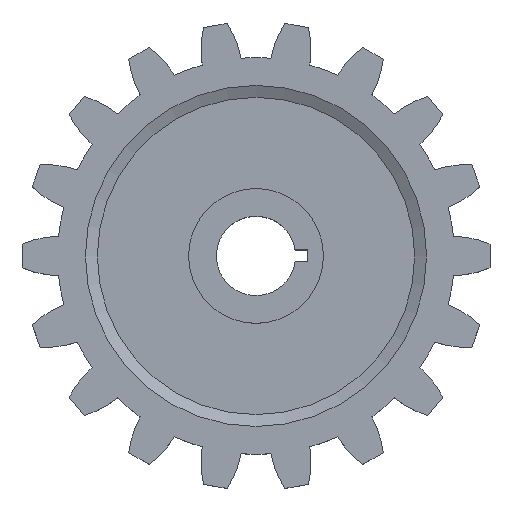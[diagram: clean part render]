
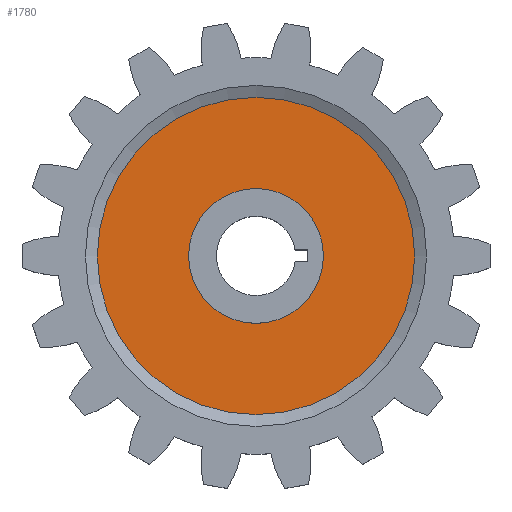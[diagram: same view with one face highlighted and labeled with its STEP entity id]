
A CAD part, top view. The second image highlights one B-rep face of the part: STEP entity #1780.
In plain terms, the highlighted planar face has unit normal (0, 0, 1).
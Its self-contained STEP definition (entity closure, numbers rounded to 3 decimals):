
#483=CYLINDRICAL_SURFACE('',#487,17.);
#484=CARTESIAN_POINT('',(0.,0.,0.));
#485=DIRECTION('',(0.,0.,1.));
#486=DIRECTION('',(17.,0.,0.));
#487=AXIS2_PLACEMENT_3D('',#484,#485,#486);
#503=PLANE('',#506);
#504=CARTESIAN_POINT('',(0.,0.,3.5));
#505=DIRECTION('',(0.,0.,-1.));
#506=AXIS2_PLACEMENT_3D('',#504,#505,$);
#507=CIRCLE('',#508,17.);
#508=AXIS2_PLACEMENT_3D('',#509,#510,#511);
#509=CARTESIAN_POINT('',(0.,0.,3.5));
#510=DIRECTION('',(0.,0.,-1.));
#511=DIRECTION('',(17.,0.,0.));
#545=CONICAL_SURFACE('',#549,45.,63.435);
#546=DIRECTION('',(0.,0.,1.));
#547=CARTESIAN_POINT('',(0.,0.,6.));
#548=DIRECTION('',(45.,0.,0.));
#549=AXIS2_PLACEMENT_3D('',#547,#546,#548);
#559=CIRCLE('',#560,40.);
#560=AXIS2_PLACEMENT_3D('',#561,#562,#563);
#561=CARTESIAN_POINT('',(0.,0.,3.5));
#562=DIRECTION('',(0.,0.,-1.));
#563=DIRECTION('',(40.,0.,0.));
#1714=EDGE_CURVE('',#1716,#1716,#1715,.T.);
#1715=INTERSECTION_CURVE('',#507,(#483,#503),.CURVE_3D.);
#1716=VERTEX_POINT('',#1717);
#1717=CARTESIAN_POINT('',(-17.,0.,3.5));
#1776=EDGE_CURVE('',#1778,#1778,#1777,.T.);
#1777=INTERSECTION_CURVE('',#559,(#545,#503),.CURVE_3D.);
#1778=VERTEX_POINT('',#1779);
#1779=CARTESIAN_POINT('',(40.,0.,3.5));
#1780=ADVANCED_FACE('',(#1781,#1784),#503,.F.);
#1781=FACE_BOUND('',#1782,.T.);
#1782=EDGE_LOOP('',(#1783));
#1783=ORIENTED_EDGE('',*,*,#1714,.T.);
#1784=FACE_BOUND('',#1785,.T.);
#1785=EDGE_LOOP('',(#1786));
#1786=ORIENTED_EDGE('',*,*,#1776,.F.);
